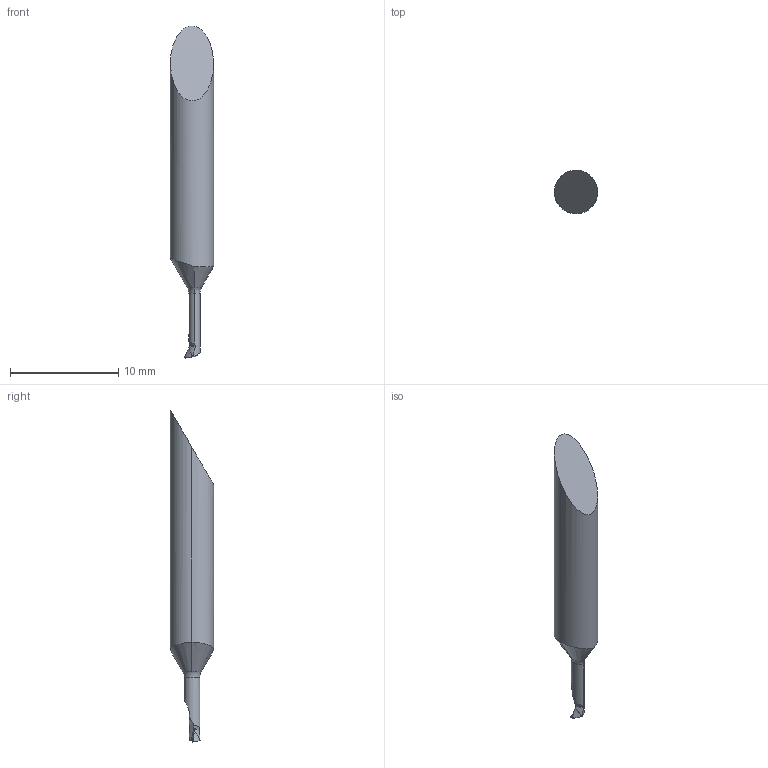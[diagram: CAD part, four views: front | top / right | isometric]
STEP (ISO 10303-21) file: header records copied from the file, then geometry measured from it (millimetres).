
FILE_DESCRIPTION(/* description */ (''),/* implementation_level */ '2;1');
FILE_NAME(/* name */ '1503058577366.stp',/* time_stamp */ '2017-08-18T14:16:23+02:00',/* author */ (''),/* organization */ ('SMS'),/* preprocessor_version */ 'ST-DEVELOPER v15',/* originating_system */ 'SIEMENS PLM Software NX 8.5',/* authorisation */ '');
FILE_SCHEMA (('AUTOMOTIVE_DESIGN { 1 0 10303 214 3 1 1 1 }'));
Length unit declared in the file: millimetre
Bounding box: 4 x 4 x 30.71 mm (x, y, z)
Volume: 252.6 mm3; surface area: 304.3 mm2
Topology: 2 solids, 2 shells, 31 faces, 75 edges, 51 vertices
Faces by surface type: bspline 9, plane 8, cone 5, cylinder 5, torus 2, extrusion 2
Entity records: 1209 total; most frequent: CARTESIAN_POINT 530, ORIENTED_EDGE 148, DIRECTION 96, EDGE_CURVE 74, VERTEX_POINT 47, AXIS2_PLACEMENT_3D 38, B_SPLINE_CURVE_WITH_KNOTS 33, ADVANCED_FACE 31
